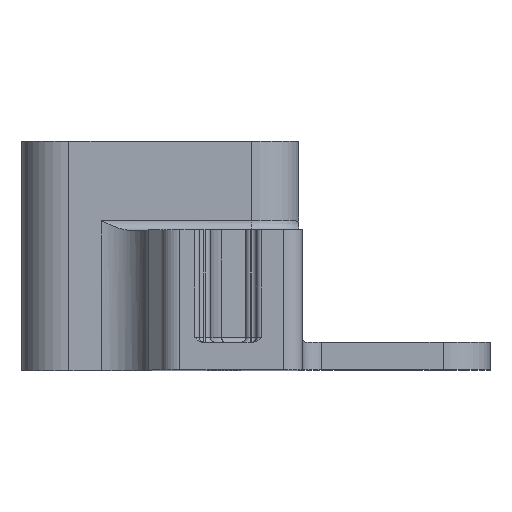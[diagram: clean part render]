
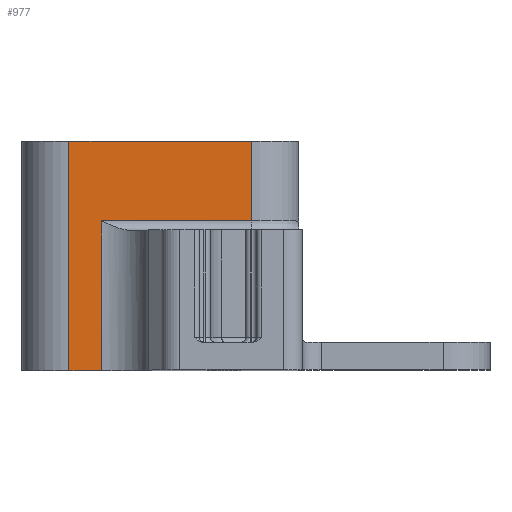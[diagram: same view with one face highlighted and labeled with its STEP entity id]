
A CAD part, top view. The second image highlights one B-rep face of the part: STEP entity #977.
In plain terms, the highlighted planar face has unit normal (0, 0, 1).
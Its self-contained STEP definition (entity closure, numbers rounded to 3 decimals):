
#39 = CARTESIAN_POINT ( 'NONE',  ( 406.6, 3., -353.5 ) ) ;
#170 = CARTESIAN_POINT ( 'NONE',  ( 406.6, 3., -353.5 ) ) ;
#227 = LINE ( 'NONE', #2312, #3611 ) ;
#233 = VECTOR ( 'NONE', #2823, 1000. ) ;
#248 = EDGE_LOOP ( 'NONE', ( #1240, #676, #2783, #3779, #1639, #642 ) ) ;
#367 = VERTEX_POINT ( 'NONE', #39 ) ;
#554 = DIRECTION ( 'NONE',  ( 0., 1., 0. ) ) ;
#559 = DIRECTION ( 'NONE',  ( 1., 0., 0. ) ) ;
#642 = ORIENTED_EDGE ( 'NONE', *, *, #2916, .F. ) ;
#658 = CARTESIAN_POINT ( 'NONE',  ( 403.1, 27.45, -353.5 ) ) ;
#676 = ORIENTED_EDGE ( 'NONE', *, *, #1975, .T. ) ;
#723 = DIRECTION ( 'NONE',  ( 1., 0., 0. ) ) ;
#776 = DIRECTION ( 'NONE',  ( -1., 0., 0. ) ) ;
#786 = CARTESIAN_POINT ( 'NONE',  ( 406.6, 18.95, -353.5 ) ) ;
#865 = CARTESIAN_POINT ( 'NONE',  ( 422.6, 27.45, -353.5 ) ) ;
#977 = ADVANCED_FACE ( 'NONE', ( #3229 ), #1736, .T. ) ;
#1064 = EDGE_CURVE ( 'NONE', #2415, #3224, #227, .T. ) ;
#1170 = VECTOR ( 'NONE', #776, 1000. ) ;
#1174 = VERTEX_POINT ( 'NONE', #1197 ) ;
#1179 = VECTOR ( 'NONE', #1974, 1000. ) ;
#1197 = CARTESIAN_POINT ( 'NONE',  ( 422.6, 27.45, -353.5 ) ) ;
#1228 = LINE ( 'NONE', #170, #1170 ) ;
#1231 = VECTOR ( 'NONE', #554, 1000. ) ;
#1240 = ORIENTED_EDGE ( 'NONE', *, *, #2167, .F. ) ;
#1497 = LINE ( 'NONE', #3068, #2959 ) ;
#1503 = LINE ( 'NONE', #3152, #1179 ) ;
#1639 = ORIENTED_EDGE ( 'NONE', *, *, #1064, .T. ) ;
#1685 = CARTESIAN_POINT ( 'NONE',  ( 422.6, 18.95, -353.5 ) ) ;
#1736 = PLANE ( 'NONE',  #2291 ) ;
#1974 = DIRECTION ( 'NONE',  ( 0., -1., 0. ) ) ;
#1975 = EDGE_CURVE ( 'NONE', #2153, #3323, #1497, .T. ) ;
#2153 = VERTEX_POINT ( 'NONE', #786 ) ;
#2167 = EDGE_CURVE ( 'NONE', #2153, #367, #1503, .T. ) ;
#2291 = AXIS2_PLACEMENT_3D ( 'NONE', #3189, #2896, #559 ) ;
#2312 = CARTESIAN_POINT ( 'NONE',  ( 403.1, 3., -353.5 ) ) ;
#2415 = VERTEX_POINT ( 'NONE', #658 ) ;
#2496 = EDGE_CURVE ( 'NONE', #3323, #1174, #3333, .T. ) ;
#2632 = EDGE_CURVE ( 'NONE', #2415, #1174, #3004, .T. ) ;
#2783 = ORIENTED_EDGE ( 'NONE', *, *, #2496, .T. ) ;
#2823 = DIRECTION ( 'NONE',  ( 1., 0., 0. ) ) ;
#2896 = DIRECTION ( 'NONE',  ( 0., 0., 1. ) ) ;
#2916 = EDGE_CURVE ( 'NONE', #367, #3224, #1228, .T. ) ;
#2919 = DIRECTION ( 'NONE',  ( 0., -1., 0. ) ) ;
#2959 = VECTOR ( 'NONE', #723, 1000. ) ;
#3004 = LINE ( 'NONE', #3678, #233 ) ;
#3068 = CARTESIAN_POINT ( 'NONE',  ( 422.6, 18.95, -353.5 ) ) ;
#3152 = CARTESIAN_POINT ( 'NONE',  ( 406.6, 17.95, -353.5 ) ) ;
#3189 = CARTESIAN_POINT ( 'NONE',  ( 406.6, 17.95, -353.5 ) ) ;
#3224 = VERTEX_POINT ( 'NONE', #3394 ) ;
#3229 = FACE_OUTER_BOUND ( 'NONE', #248, .T. ) ;
#3323 = VERTEX_POINT ( 'NONE', #1685 ) ;
#3333 = LINE ( 'NONE', #865, #1231 ) ;
#3394 = CARTESIAN_POINT ( 'NONE',  ( 403.1, 3., -353.5 ) ) ;
#3611 = VECTOR ( 'NONE', #2919, 1000. ) ;
#3678 = CARTESIAN_POINT ( 'NONE',  ( 403.1, 27.45, -353.5 ) ) ;
#3779 = ORIENTED_EDGE ( 'NONE', *, *, #2632, .F. ) ;
